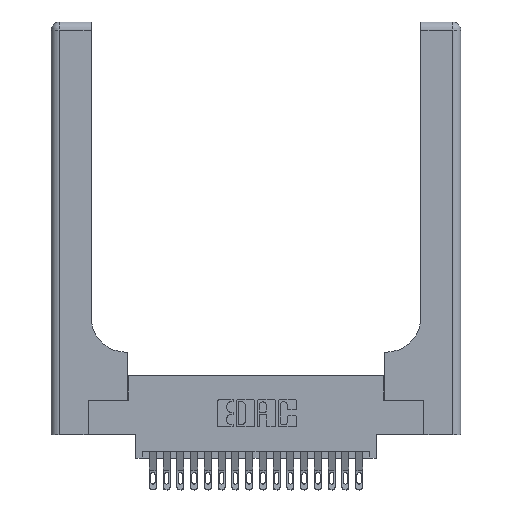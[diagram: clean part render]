
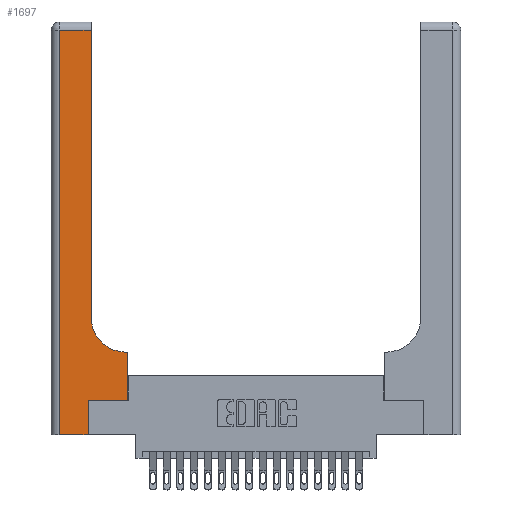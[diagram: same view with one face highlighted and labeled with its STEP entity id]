
A CAD part, top view. The second image highlights one B-rep face of the part: STEP entity #1697.
In plain terms, the highlighted planar face has unit normal (0, 0, 1).
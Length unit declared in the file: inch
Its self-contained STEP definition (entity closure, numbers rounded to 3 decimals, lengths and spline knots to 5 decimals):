
#287 = DIRECTION ( 'NONE',  ( -1., 0., 0. ) ) ;
#584 = DIRECTION ( 'NONE',  ( 1., 0., 0. ) ) ;
#646 = LINE ( 'NONE', #5917, #17523 ) ;
#1204 = DIRECTION ( 'NONE',  ( 0., 1., 0. ) ) ;
#1361 = DIRECTION ( 'NONE',  ( 0., 0., -1. ) ) ;
#1498 = CARTESIAN_POINT ( 'NONE',  ( 0.269, 0., 0.37 ) ) ;
#1697 = ADVANCED_FACE ( 'NONE', ( #1997 ), #21065, .F. ) ;
#1732 = DIRECTION ( 'NONE',  ( 0., 1., 0. ) ) ;
#1919 = EDGE_CURVE ( 'NONE', #15498, #19471, #7246, .T. ) ;
#1997 = FACE_OUTER_BOUND ( 'NONE', #19272, .T. ) ;
#2006 = AXIS2_PLACEMENT_3D ( 'NONE', #11501, #1361, #13179 ) ;
#2358 = CARTESIAN_POINT ( 'NONE',  ( 0.269, 0.25, 0.37 ) ) ;
#2426 = CARTESIAN_POINT ( 'NONE',  ( 0.5585, 0.6, 0.37 ) ) ;
#2515 = CARTESIAN_POINT ( 'NONE',  ( 0.269, 0., 0.37 ) ) ;
#2819 = LINE ( 'NONE', #13025, #20154 ) ;
#3574 = EDGE_CURVE ( 'NONE', #4386, #6265, #2819, .T. ) ;
#4386 = VERTEX_POINT ( 'NONE', #5073 ) ;
#4425 = CARTESIAN_POINT ( 'NONE',  ( 0.5415, 0.6, 0.37 ) ) ;
#4553 = VECTOR ( 'NONE', #4835, 39.37008 ) ;
#4835 = DIRECTION ( 'NONE',  ( 0., 1., 0. ) ) ;
#4884 = CARTESIAN_POINT ( 'NONE',  ( 0.5585, 0.25, 0.37 ) ) ;
#5073 = CARTESIAN_POINT ( 'NONE',  ( 0.2915, 0.85, 0.37 ) ) ;
#5558 = ORIENTED_EDGE ( 'NONE', *, *, #9520, .T. ) ;
#5917 = CARTESIAN_POINT ( 'NONE',  ( 0.06, 3., 0.37 ) ) ;
#6078 = ORIENTED_EDGE ( 'NONE', *, *, #16172, .T. ) ;
#6129 = EDGE_CURVE ( 'NONE', #13393, #18019, #13566, .T. ) ;
#6265 = VERTEX_POINT ( 'NONE', #10476 ) ;
#6622 = ORIENTED_EDGE ( 'NONE', *, *, #1919, .T. ) ;
#7246 = LINE ( 'NONE', #1498, #16216 ) ;
#7526 = LINE ( 'NONE', #2358, #19329 ) ;
#8744 = ORIENTED_EDGE ( 'NONE', *, *, #13325, .T. ) ;
#8863 = CARTESIAN_POINT ( 'NONE',  ( 0.06, 0., 0.37 ) ) ;
#9006 = CARTESIAN_POINT ( 'NONE',  ( 0., 0., 0.37 ) ) ;
#9512 = CARTESIAN_POINT ( 'NONE',  ( 0., 2.94, 0.37 ) ) ;
#9520 = EDGE_CURVE ( 'NONE', #6265, #15085, #15308, .T. ) ;
#10476 = CARTESIAN_POINT ( 'NONE',  ( 0.2915, 2.94, 0.37 ) ) ;
#10848 = VECTOR ( 'NONE', #17939, 39.37008 ) ;
#11206 = VECTOR ( 'NONE', #584, 39.37008 ) ;
#11501 = CARTESIAN_POINT ( 'NONE',  ( 0.5415, 0.85, 0.37 ) ) ;
#12208 = ORIENTED_EDGE ( 'NONE', *, *, #6129, .T. ) ;
#12584 = DIRECTION ( 'NONE',  ( 1., 0., 0. ) ) ;
#12631 = CIRCLE ( 'NONE', #2006, 0.25 ) ;
#12633 = VERTEX_POINT ( 'NONE', #8863 ) ;
#13025 = CARTESIAN_POINT ( 'NONE',  ( 0.2915, 3., 0.37 ) ) ;
#13056 = LINE ( 'NONE', #20395, #16459 ) ;
#13179 = DIRECTION ( 'NONE',  ( 1., 0., 0. ) ) ;
#13325 = EDGE_CURVE ( 'NONE', #21187, #4386, #12631, .T. ) ;
#13393 = VERTEX_POINT ( 'NONE', #4884 ) ;
#13566 = LINE ( 'NONE', #19951, #4553 ) ;
#14293 = EDGE_CURVE ( 'NONE', #19471, #13393, #7526, .T. ) ;
#15085 = VERTEX_POINT ( 'NONE', #16556 ) ;
#15308 = LINE ( 'NONE', #9512, #10848 ) ;
#15498 = VERTEX_POINT ( 'NONE', #2515 ) ;
#15602 = ORIENTED_EDGE ( 'NONE', *, *, #14293, .T. ) ;
#15918 = EDGE_CURVE ( 'NONE', #18019, #21187, #13056, .T. ) ;
#16172 = EDGE_CURVE ( 'NONE', #12633, #15498, #16182, .T. ) ;
#16182 = LINE ( 'NONE', #9006, #11206 ) ;
#16216 = VECTOR ( 'NONE', #1732, 39.37008 ) ;
#16397 = DIRECTION ( 'NONE',  ( -1., 0., 0. ) ) ;
#16459 = VECTOR ( 'NONE', #287, 39.37008 ) ;
#16556 = CARTESIAN_POINT ( 'NONE',  ( 0.06, 2.94, 0.37 ) ) ;
#16649 = ORIENTED_EDGE ( 'NONE', *, *, #15918, .T. ) ;
#17523 = VECTOR ( 'NONE', #19343, 39.37008 ) ;
#17939 = DIRECTION ( 'NONE',  ( -1., 0., 0. ) ) ;
#17971 = CARTESIAN_POINT ( 'NONE',  ( 0.269, 0.25, 0.37 ) ) ;
#18019 = VERTEX_POINT ( 'NONE', #2426 ) ;
#18025 = AXIS2_PLACEMENT_3D ( 'NONE', #20383, #20475, #16397 ) ;
#18454 = ORIENTED_EDGE ( 'NONE', *, *, #3574, .T. ) ;
#18967 = ORIENTED_EDGE ( 'NONE', *, *, #21092, .T. ) ;
#19272 = EDGE_LOOP ( 'NONE', ( #18454, #5558, #18967, #6078, #6622, #15602, #12208, #16649, #8744 ) ) ;
#19329 = VECTOR ( 'NONE', #12584, 39.37008 ) ;
#19343 = DIRECTION ( 'NONE',  ( 0., -1., 0. ) ) ;
#19471 = VERTEX_POINT ( 'NONE', #17971 ) ;
#19951 = CARTESIAN_POINT ( 'NONE',  ( 0.5585, 0.25, 0.37 ) ) ;
#20154 = VECTOR ( 'NONE', #1204, 39.37008 ) ;
#20383 = CARTESIAN_POINT ( 'NONE',  ( 0., 3., 0.37 ) ) ;
#20395 = CARTESIAN_POINT ( 'NONE',  ( 0.2915, 0.6, 0.37 ) ) ;
#20475 = DIRECTION ( 'NONE',  ( 0., 0., -1. ) ) ;
#21065 = PLANE ( 'NONE',  #18025 ) ;
#21092 = EDGE_CURVE ( 'NONE', #15085, #12633, #646, .T. ) ;
#21187 = VERTEX_POINT ( 'NONE', #4425 ) ;
